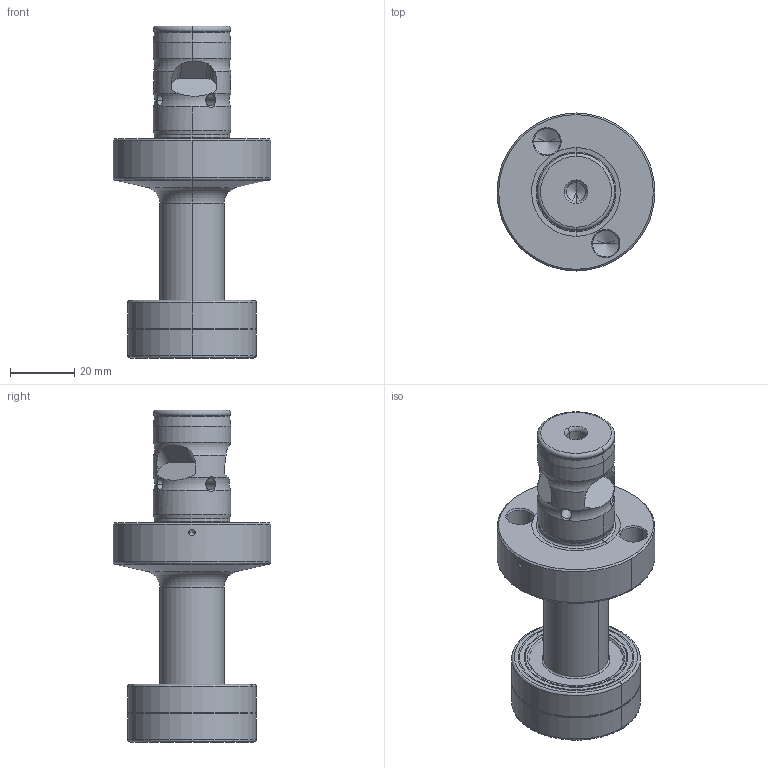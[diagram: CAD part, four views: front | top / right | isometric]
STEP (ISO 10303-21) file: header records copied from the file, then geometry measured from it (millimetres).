
FILE_DESCRIPTION((''),'2;1');
FILE_NAME('16T1A040018Z4R00','2019-08-23T',('schicker'),(''),'CREO PARAMETRIC BY PTC INC, 2017020','CREO PARAMETRIC BY PTC INC, 2017020','');
FILE_SCHEMA(('AUTOMOTIVE_DESIGN { 1 0 10303 214 1 1 1 1 }'));
Length unit declared in the file: millimetre
Products named in the file (3): NOCUT; CUT; 16T1A040018Z4R00
Assembly tree (2 placements, depth 2):
  16T1A040018Z4R00
    NOCUT
    CUT
Bounding box: 49 x 49 x 103 mm (x, y, z)
Volume: 76094.5 mm3; surface area: 21094.9 mm2
Topology: 2 solids, 2 shells, 169 faces, 433 edges, 257 vertices
Faces by surface type: revolution 44, cone 41, cylinder 35, torus 30, plane 17, bspline 2
Entity records: 9896 total; most frequent: CARTESIAN_POINT 4233, ORIENTED_EDGE 802, DIRECTION 777, PRESENTATION_STYLE_ASSIGNMENT 430, STYLED_ITEM 430, CURVE_STYLE 428, EDGE_CURVE 401, AXIS2_PLACEMENT_3D 321
